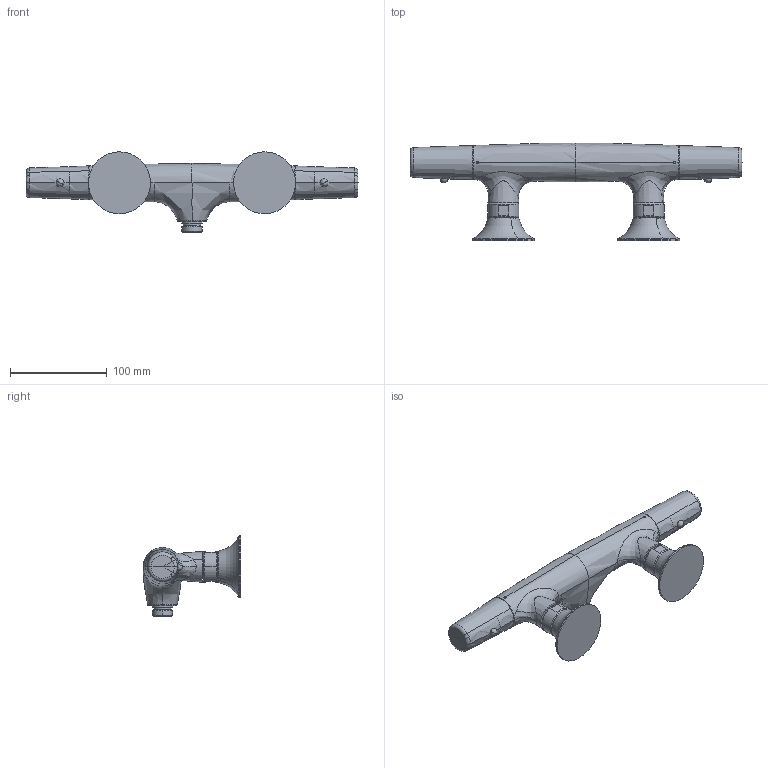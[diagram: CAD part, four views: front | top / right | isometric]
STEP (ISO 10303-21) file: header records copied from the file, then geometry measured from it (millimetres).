
FILE_DESCRIPTION(('CATIA V5 STEP Exchange'),'2;1');
FILE_NAME('VI T0101 0 ThermoDoccia.stp','2018-11-19T09:34:09+00:00',('none'),('none'),'Version 5-6 Release 2013','CATIA V5 STEP AP203','none');
FILE_SCHEMA(('CONFIG_CONTROL_DESIGN'));
Length unit declared in the file: millimetre
Products named in the file (1): VI T0101 0
Bounding box: 343 x 101 x 82.99 mm (x, y, z)
Volume: 525217.8 mm3; surface area: 73234 mm2
Topology: 1 solids, 11 shells, 304 faces, 729 edges, 441 vertices
Faces by surface type: bspline 82, plane 57, cone 46, cylinder 40, torus 32, revolution 25, sphere 22
Entity records: 18427 total; most frequent: CARTESIAN_POINT 12744, ORIENTED_EDGE 1406, EDGE_CURVE 703, DIRECTION 639, VERTEX_POINT 441, B_SPLINE_CURVE_WITH_KNOTS 414, AXIS2_PLACEMENT_3D 346, EDGE_LOOP 324
